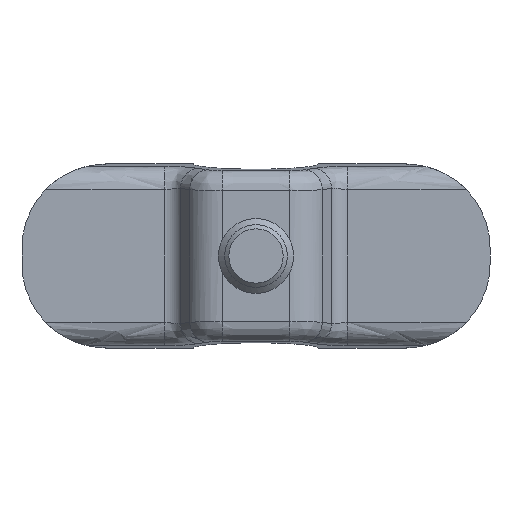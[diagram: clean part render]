
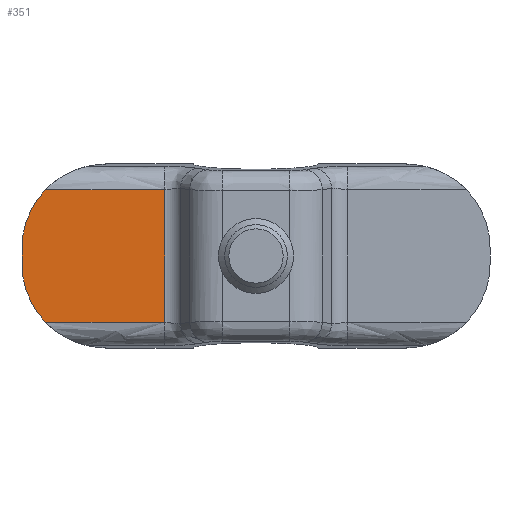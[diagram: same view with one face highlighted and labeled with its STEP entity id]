
A CAD part, front view. The second image highlights one B-rep face of the part: STEP entity #351.
In plain terms, the highlighted planar face has unit normal (0, -1, 0).
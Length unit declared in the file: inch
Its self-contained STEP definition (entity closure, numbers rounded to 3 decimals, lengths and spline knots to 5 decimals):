
#27 = ORIENTED_EDGE ( 'NONE', *, *, #2824, .F. ) ;
#38 = EDGE_CURVE ( 'NONE', #289, #1686, #826, .T. ) ;
#53 = CARTESIAN_POINT ( 'NONE',  ( -0.54704, -0.3125, -0.39671 ) ) ;
#164 = EDGE_CURVE ( 'NONE', #1652, #1577, #992, .T. ) ;
#211 = CARTESIAN_POINT ( 'NONE',  ( -0.54704, -0.3125, 0.39671 ) ) ;
#215 = VECTOR ( 'NONE', #1916, 39.37008 ) ;
#289 = VERTEX_POINT ( 'NONE', #2884 ) ;
#296 = CARTESIAN_POINT ( 'NONE',  ( -1.02138, -0.3125, -0.39671 ) ) ;
#351 = ADVANCED_FACE ( 'NONE', ( #1646 ), #1638, .T. ) ;
#392 = CARTESIAN_POINT ( 'NONE',  ( -1.4, -0.3125, -0.04823 ) ) ;
#473 = DIRECTION ( 'NONE',  ( 0., -1., 0. ) ) ;
#540 = AXIS2_PLACEMENT_3D ( 'NONE', #2490, #1070, #2741 ) ;
#709 = DIRECTION ( 'NONE',  ( 0., 1., 0. ) ) ;
#721 = EDGE_LOOP ( 'NONE', ( #27, #755, #725, #1253, #1198, #2586 ) ) ;
#725 = ORIENTED_EDGE ( 'NONE', *, *, #1956, .F. ) ;
#755 = ORIENTED_EDGE ( 'NONE', *, *, #848, .F. ) ;
#826 = LINE ( 'NONE', #2147, #215 ) ;
#848 = EDGE_CURVE ( 'NONE', #1974, #1154, #1261, .T. ) ;
#940 = CIRCLE ( 'NONE', #1171, 0.5 ) ;
#992 = B_SPLINE_CURVE_WITH_KNOTS ( 'NONE', 3,
 ( #3042, #2815, #1627, #211 ),
 .UNSPECIFIED., .F., .F.,
 ( 4, 4 ),
 ( 0.72194, 1. ),
 .UNSPECIFIED. ) ;
#1009 = VECTOR ( 'NONE', #2063, 39.37008 ) ;
#1070 = DIRECTION ( 'NONE',  ( 0., 1., 0. ) ) ;
#1154 = VERTEX_POINT ( 'NONE', #2249 ) ;
#1171 = AXIS2_PLACEMENT_3D ( 'NONE', #2128, #709, #2367 ) ;
#1198 = ORIENTED_EDGE ( 'NONE', *, *, #1587, .F. ) ;
#1253 = ORIENTED_EDGE ( 'NONE', *, *, #164, .F. ) ;
#1261 = B_SPLINE_CURVE_WITH_KNOTS ( 'NONE', 3,
 ( #53, #2890, #296, #1944 ),
 .UNSPECIFIED., .F., .F.,
 ( 4, 4 ),
 ( 0., 0.27806 ),
 .UNSPECIFIED. ) ;
#1341 = CARTESIAN_POINT ( 'NONE',  ( -0.54704, -0.3125, -0.525 ) ) ;
#1536 = CIRCLE ( 'NONE', #540, 0.5 ) ;
#1577 = VERTEX_POINT ( 'NONE', #2253 ) ;
#1587 = EDGE_CURVE ( 'NONE', #289, #1652, #1536, .T. ) ;
#1627 = CARTESIAN_POINT ( 'NONE',  ( -0.78421, -0.3125, 0.39671 ) ) ;
#1638 = PLANE ( 'NONE',  #2000 ) ;
#1646 = FACE_OUTER_BOUND ( 'NONE', #721, .T. ) ;
#1652 = VERTEX_POINT ( 'NONE', #1807 ) ;
#1686 = VERTEX_POINT ( 'NONE', #392 ) ;
#1807 = CARTESIAN_POINT ( 'NONE',  ( -1.25855, -0.3125, 0.39671 ) ) ;
#1838 = CARTESIAN_POINT ( 'NONE',  ( -0.54704, -0.3125, -0.39671 ) ) ;
#1881 = CARTESIAN_POINT ( 'NONE',  ( -0.48353, -0.3125, 0.375 ) ) ;
#1916 = DIRECTION ( 'NONE',  ( 0., 0., -1. ) ) ;
#1944 = CARTESIAN_POINT ( 'NONE',  ( -1.25855, -0.3125, -0.39671 ) ) ;
#1956 = EDGE_CURVE ( 'NONE', #1577, #1974, #2286, .T. ) ;
#1974 = VERTEX_POINT ( 'NONE', #1838 ) ;
#2000 = AXIS2_PLACEMENT_3D ( 'NONE', #1881, #473, #2116 ) ;
#2063 = DIRECTION ( 'NONE',  ( 0., 0., -1. ) ) ;
#2116 = DIRECTION ( 'NONE',  ( -1., 0., 0. ) ) ;
#2128 = CARTESIAN_POINT ( 'NONE',  ( -0.9, -0.3125, -0.04823 ) ) ;
#2147 = CARTESIAN_POINT ( 'NONE',  ( -1.4, -0.3125, 0.378 ) ) ;
#2249 = CARTESIAN_POINT ( 'NONE',  ( -1.25855, -0.3125, -0.39671 ) ) ;
#2253 = CARTESIAN_POINT ( 'NONE',  ( -0.54704, -0.3125, 0.39671 ) ) ;
#2286 = LINE ( 'NONE', #1341, #1009 ) ;
#2367 = DIRECTION ( 'NONE',  ( 1., 0., 0. ) ) ;
#2490 = CARTESIAN_POINT ( 'NONE',  ( -0.9, -0.3125, 0.04823 ) ) ;
#2586 = ORIENTED_EDGE ( 'NONE', *, *, #38, .T. ) ;
#2741 = DIRECTION ( 'NONE',  ( 1., 0., 0. ) ) ;
#2815 = CARTESIAN_POINT ( 'NONE',  ( -1.02138, -0.3125, 0.39671 ) ) ;
#2824 = EDGE_CURVE ( 'NONE', #1154, #1686, #940, .T. ) ;
#2884 = CARTESIAN_POINT ( 'NONE',  ( -1.4, -0.3125, 0.04823 ) ) ;
#2890 = CARTESIAN_POINT ( 'NONE',  ( -0.78421, -0.3125, -0.39671 ) ) ;
#3042 = CARTESIAN_POINT ( 'NONE',  ( -1.25855, -0.3125, 0.39671 ) ) ;
